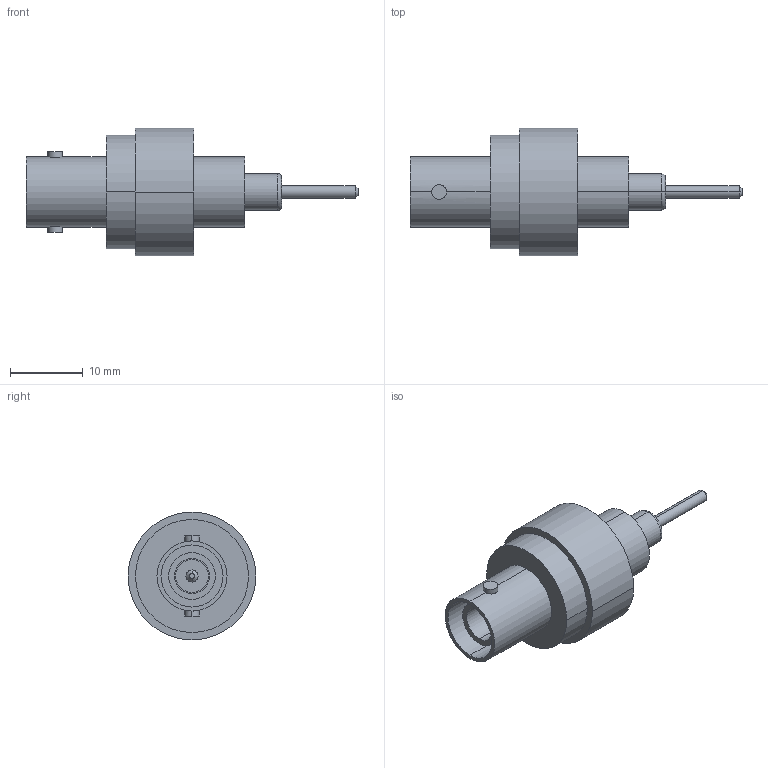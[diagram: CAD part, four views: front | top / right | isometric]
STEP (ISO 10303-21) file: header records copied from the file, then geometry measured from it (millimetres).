
FILE_DESCRIPTION (( 'STEP AP214' ), '1' );
FILE_NAME ('242-SHVF50.STEP', '2014-07-21T14:37:57', ( '' ), ( '' ), 'SwSTEP 2.0', 'SolidWorks 2014', '' );
FILE_SCHEMA (( 'AUTOMOTIVE_DESIGN' ));
Length unit declared in the file: millimetre
Products named in the file (1): 242-SHVF50
Bounding box: 45.5 x 17.5 x 17.5 mm (x, y, z)
Volume: 2224.1 mm3; surface area: 3619.3 mm2
Topology: 2 solids, 2 shells, 55 faces, 110 edges, 70 vertices
Faces by surface type: cylinder 32, plane 17, cone 4, bspline 2
Entity records: 2184 total; most frequent: CARTESIAN_POINT 340, DIRECTION 278, ORIENTED_EDGE 220, AXIS2_PLACEMENT_3D 120, EDGE_CURVE 110, VERTEX_POINT 70, EDGE_LOOP 68, CIRCLE 66
